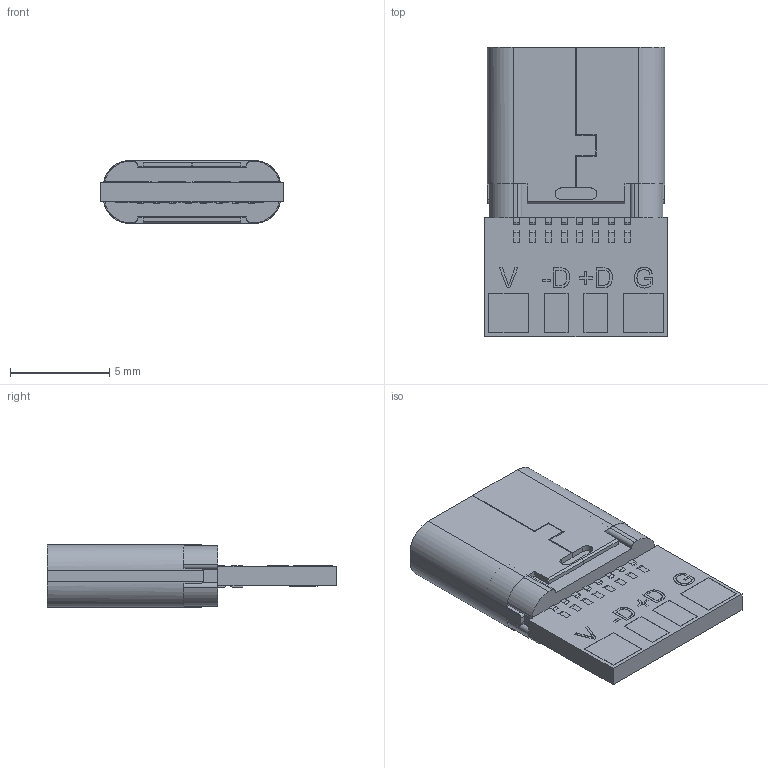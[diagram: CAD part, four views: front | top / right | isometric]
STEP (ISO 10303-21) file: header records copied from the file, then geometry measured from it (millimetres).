
FILE_DESCRIPTION(/* description */ (''),/* implementation_level */ '2;1');
FILE_NAME(/* name */ 'USB-C board JRC-B023.step',/* time_stamp */ '2021-10-25T16:51:28+02:00',/* author */ (''),/* organization */ (''),/* preprocessor_version */ 'ST-DEVELOPER v18.1',/* originating_system */ 'Autodesk Translation Framework v10.10.0.1391',/* authorisation */ '');
FILE_SCHEMA (('AUTOMOTIVE_DESIGN { 1 0 10303 214 3 1 1 }'));
Length unit declared in the file: millimetre
Products named in the file (8): USB-C board JRC-B023; USB-C board; USB_C_SHELL; USB_C_Body; PCB board; USB_C_PIN; text; Contacts
Assembly tree (22 placements, depth 3):
  USB-C board JRC-B023
    USB-C board
      USB_C_SHELL
      USB_C_Body
      USB_C_PIN  x16
      PCB board
      text
      Contacts
Bounding box: 9.2 x 14.61 x 3.16 mm (x, y, z)
Volume: 193 mm3; surface area: 851.5 mm2
Topology: 38 solids, 38 shells, 1351 faces, 3214 edges, 1948 vertices
Faces by surface type: plane 925, cylinder 212, bspline 192, torus 16, cone 4, sphere 2
Entity records: 26843 total; most frequent: CARTESIAN_POINT 7844, ORIENTED_EDGE 4144, DIRECTION 3126, EDGE_CURVE 2072, LINE 1458, VECTOR 1458, VERTEX_POINT 1348, EDGE_LOOP 854
